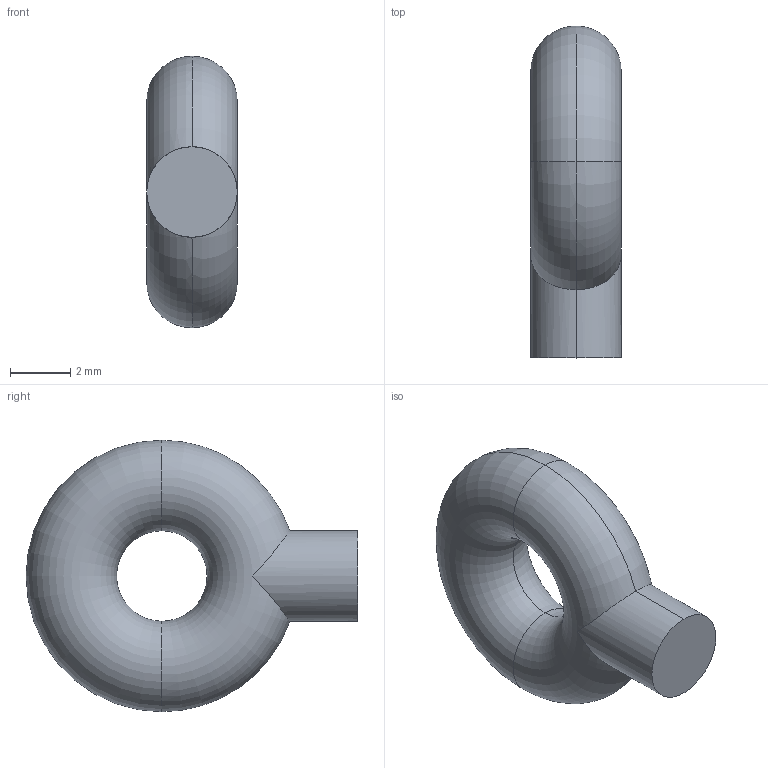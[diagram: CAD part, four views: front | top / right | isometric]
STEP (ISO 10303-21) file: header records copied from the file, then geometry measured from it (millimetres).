
FILE_DESCRIPTION (( 'STEP AP214' ), '1' );
FILE_NAME ('hook_A.2.STEP', '2023-10-30T16:36:18', ( '' ), ( '' ), 'SwSTEP 2.0', 'SolidWorks 2022', '' );
FILE_SCHEMA (( 'AUTOMOTIVE_DESIGN' ));
Length unit declared in the file: millimetre
Products named in the file (1): hook_A.2
Bounding box: 3 x 11 x 9 mm (x, y, z)
Volume: 149.4 mm3; surface area: 200.9 mm2
Topology: 1 solids, 1 shells, 7 faces, 17 edges, 10 vertices
Faces by surface type: torus 4, cylinder 2, plane 1
Entity records: 288 total; most frequent: CARTESIAN_POINT 83, DIRECTION 40, ORIENTED_EDGE 34, AXIS2_PLACEMENT_3D 19, EDGE_CURVE 17, CIRCLE 11, VERTEX_POINT 10, ADVANCED_FACE 7
